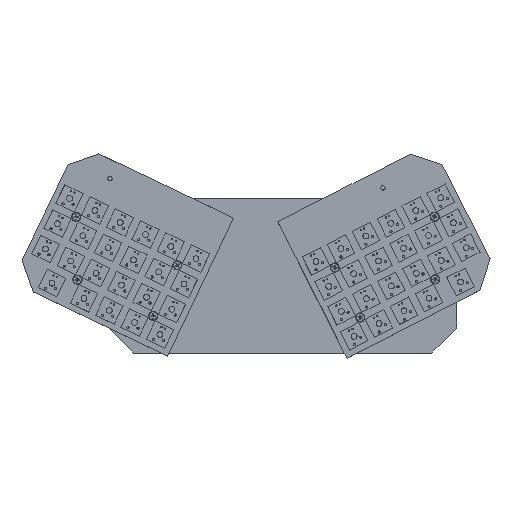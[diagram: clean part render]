
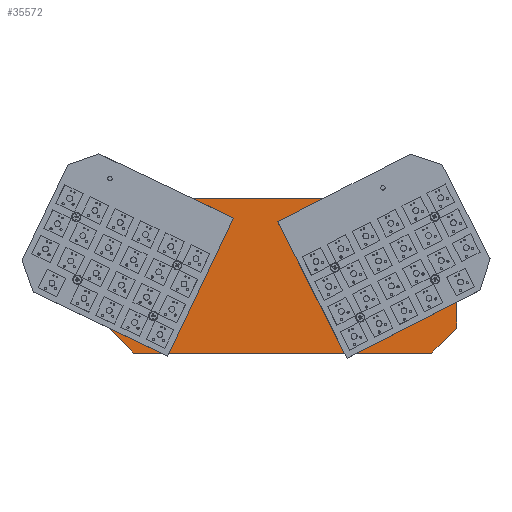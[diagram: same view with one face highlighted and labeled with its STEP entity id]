
A CAD part, top view. The second image highlights one B-rep face of the part: STEP entity #35572.
In plain terms, the highlighted planar face has unit normal (0, 0, 1).
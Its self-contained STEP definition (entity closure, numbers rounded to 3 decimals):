
#109 = ORIENTED_EDGE ( 'NONE', *, *, #8699, .T. ) ;
#358 = ORIENTED_EDGE ( 'NONE', *, *, #4496, .T. ) ;
#520 = VECTOR ( 'NONE', #2745, 1000. ) ;
#1496 = CARTESIAN_POINT ( 'NONE',  ( 17., 0., 2. ) ) ;
#2233 = VERTEX_POINT ( 'NONE', #21398 ) ;
#2448 = VECTOR ( 'NONE', #11546, 1000. ) ;
#2569 = CARTESIAN_POINT ( 'NONE',  ( 16.093, -105., 2. ) ) ;
#2745 = DIRECTION ( 'NONE',  ( -0.687, 0.726, 0. ) ) ;
#3263 = CARTESIAN_POINT ( 'NONE',  ( 236., -17.958, 2. ) ) ;
#3872 = VECTOR ( 'NONE', #27924, 1000. ) ;
#4002 = VERTEX_POINT ( 'NONE', #11427 ) ;
#4390 = EDGE_LOOP ( 'NONE', ( #7373, #23406, #22249, #16972, #109, #29227, #358, #10613 ) ) ;
#4437 = CARTESIAN_POINT ( 'NONE',  ( 16.093, -105., 2. ) ) ;
#4496 = EDGE_CURVE ( 'NONE', #33583, #2233, #8809, .T. ) ;
#4819 = CARTESIAN_POINT ( 'NONE',  ( 0., -17., 2. ) ) ;
#5808 = VERTEX_POINT ( 'NONE', #1496 ) ;
#5926 = LINE ( 'NONE', #24641, #2448 ) ;
#7373 = ORIENTED_EDGE ( 'NONE', *, *, #11918, .T. ) ;
#7796 = DIRECTION ( 'NONE',  ( 0., -1., 0. ) ) ;
#7898 = CARTESIAN_POINT ( 'NONE',  ( 0., 0., 2. ) ) ;
#8699 = EDGE_CURVE ( 'NONE', #4002, #27355, #24686, .T. ) ;
#8809 = LINE ( 'NONE', #25041, #520 ) ;
#8904 = DIRECTION ( 'NONE',  ( -0.707, -0.707, 0. ) ) ;
#8941 = CARTESIAN_POINT ( 'NONE',  ( 0., -88., 2. ) ) ;
#9558 = CARTESIAN_POINT ( 'NONE',  ( 219., 0., 2. ) ) ;
#10346 = DIRECTION ( 'NONE',  ( 0.687, -0.726, 0. ) ) ;
#10613 = ORIENTED_EDGE ( 'NONE', *, *, #33667, .T. ) ;
#10802 = DIRECTION ( 'NONE',  ( 0., 0., 1. ) ) ;
#11246 = LINE ( 'NONE', #2569, #3872 ) ;
#11427 = CARTESIAN_POINT ( 'NONE',  ( 219., -105., 2. ) ) ;
#11484 = CARTESIAN_POINT ( 'NONE',  ( 219., -105., 2. ) ) ;
#11546 = DIRECTION ( 'NONE',  ( 0., 1., 0. ) ) ;
#11918 = EDGE_CURVE ( 'NONE', #5808, #17275, #34633, .T. ) ;
#12455 = LINE ( 'NONE', #9558, #20321 ) ;
#14029 = DIRECTION ( 'NONE',  ( 0.707, 0.707, 0. ) ) ;
#14916 = DIRECTION ( 'NONE',  ( -1., 0., 0. ) ) ;
#16368 = VECTOR ( 'NONE', #14029, 1000. ) ;
#16638 = VECTOR ( 'NONE', #7796, 1000. ) ;
#16807 = CARTESIAN_POINT ( 'NONE',  ( 17., 0., 2. ) ) ;
#16972 = ORIENTED_EDGE ( 'NONE', *, *, #22005, .T. ) ;
#17275 = VERTEX_POINT ( 'NONE', #4819 ) ;
#17953 = LINE ( 'NONE', #35582, #16638 ) ;
#19802 = VECTOR ( 'NONE', #8904, 1000. ) ;
#20321 = VECTOR ( 'NONE', #14916, 1000. ) ;
#21135 = FACE_OUTER_BOUND ( 'NONE', #4390, .T. ) ;
#21398 = CARTESIAN_POINT ( 'NONE',  ( 219., 0., 2. ) ) ;
#22005 = EDGE_CURVE ( 'NONE', #34766, #4002, #11246, .T. ) ;
#22175 = AXIS2_PLACEMENT_3D ( 'NONE', #7898, #10802, #33125 ) ;
#22249 = ORIENTED_EDGE ( 'NONE', *, *, #30556, .T. ) ;
#23406 = ORIENTED_EDGE ( 'NONE', *, *, #26806, .T. ) ;
#23578 = VERTEX_POINT ( 'NONE', #8941 ) ;
#24641 = CARTESIAN_POINT ( 'NONE',  ( 236., -88., 2. ) ) ;
#24686 = LINE ( 'NONE', #11484, #16368 ) ;
#25041 = CARTESIAN_POINT ( 'NONE',  ( 236., -17.958, 2. ) ) ;
#26806 = EDGE_CURVE ( 'NONE', #17275, #23578, #17953, .T. ) ;
#27184 = CARTESIAN_POINT ( 'NONE',  ( 0., -88., 2. ) ) ;
#27355 = VERTEX_POINT ( 'NONE', #30302 ) ;
#27533 = PLANE ( 'NONE',  #22175 ) ;
#27924 = DIRECTION ( 'NONE',  ( 1., 0., 0. ) ) ;
#29087 = VECTOR ( 'NONE', #10346, 1000. ) ;
#29227 = ORIENTED_EDGE ( 'NONE', *, *, #31276, .T. ) ;
#30302 = CARTESIAN_POINT ( 'NONE',  ( 236., -88., 2. ) ) ;
#30556 = EDGE_CURVE ( 'NONE', #23578, #34766, #33009, .T. ) ;
#31276 = EDGE_CURVE ( 'NONE', #27355, #33583, #5926, .T. ) ;
#33009 = LINE ( 'NONE', #27184, #29087 ) ;
#33125 = DIRECTION ( 'NONE',  ( 1., 0., 0. ) ) ;
#33583 = VERTEX_POINT ( 'NONE', #3263 ) ;
#33667 = EDGE_CURVE ( 'NONE', #2233, #5808, #12455, .T. ) ;
#34633 = LINE ( 'NONE', #16807, #19802 ) ;
#34766 = VERTEX_POINT ( 'NONE', #4437 ) ;
#35572 = ADVANCED_FACE ( 'NONE', ( #21135 ), #27533, .T. ) ;
#35582 = CARTESIAN_POINT ( 'NONE',  ( 0., -17., 2. ) ) ;
